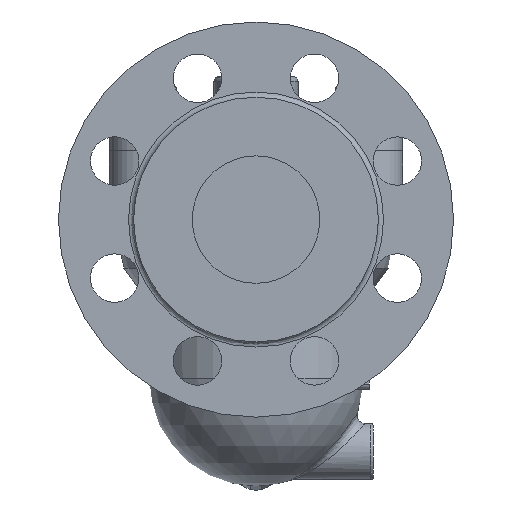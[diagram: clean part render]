
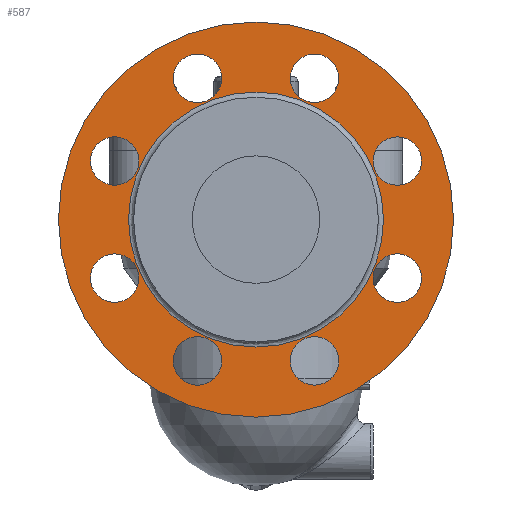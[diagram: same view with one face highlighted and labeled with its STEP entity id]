
A CAD part, left-side view. The second image highlights one B-rep face of the part: STEP entity #587.
In plain terms, the highlighted free-form (B-spline) face has degree [1, 1] with [2, 2] control points.
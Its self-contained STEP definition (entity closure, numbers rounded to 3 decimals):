
#288=CARTESIAN_POINT('',(-138.,0.0,50.5));
#289=VERTEX_POINT('',#288);
#290=CARTESIAN_POINT('',(-138.,0.0,-27.));
#291=DIRECTION('',(-1.0,0.0,0.0));
#292=DIRECTION('',(0.0,0.0,1.0));
#293=AXIS2_PLACEMENT_3D('',#290,#291,#292);
#294=CIRCLE('',#293,77.5);
#295=EDGE_CURVE('',#289,#289,#294,.T.);
#465=CARTESIAN_POINT('',(-138.0,0.0,23.));
#466=VERTEX_POINT('',#465);
#467=CARTESIAN_POINT('',(-138.,0.0,-27.));
#468=DIRECTION('',(-1.0,0.0,0.0));
#469=DIRECTION('',(0.0,0.0,-1.0));
#470=AXIS2_PLACEMENT_3D('',#467,#468,#469);
#471=CIRCLE('',#470,50.);
#472=EDGE_CURVE('',#466,#466,#471,.T.);
#488=CARTESIAN_POINT('',(-138.,77.5,50.5));
#489=CARTESIAN_POINT('',(-138.,77.5,-104.5));
#490=CARTESIAN_POINT('',(-138.,-77.5,50.5));
#491=CARTESIAN_POINT('',(-138.,-77.5,-104.5));
#492=B_SPLINE_SURFACE_WITH_KNOTS('',1,1,((#488,#490),(#489,#491)),.UNSPECIFIED.,.F.,.F.,.U.,(2,2),(2,2),(0.0,155.0),(0.0,155.0),.UNSPECIFIED.);
#493=ORIENTED_EDGE('',*,*,#295,.T.);
#494=EDGE_LOOP('',(#493));
#495=FACE_OUTER_BOUND('',#494,.T.);
#496=CARTESIAN_POINT('',(-138.0,22.961,18.933));
#497=VERTEX_POINT('',#496);
#498=CARTESIAN_POINT('',(-138.,22.961,28.433));
#499=DIRECTION('',(1.0,0.0,0.0));
#500=DIRECTION('',(0.0,0.0,-1.0));
#501=AXIS2_PLACEMENT_3D('',#498,#499,#500);
#502=CIRCLE('',#501,9.5);
#503=EDGE_CURVE('',#497,#497,#502,.T.);
#504=ORIENTED_EDGE('',*,*,#503,.T.);
#505=EDGE_LOOP('',(#504));
#506=FACE_BOUND('',#505,.T.);
#507=CARTESIAN_POINT('',(-138.0,48.715,-10.757));
#508=VERTEX_POINT('',#507);
#509=CARTESIAN_POINT('',(-138.,55.433,-4.039));
#510=DIRECTION('',(1.,0.,0.));
#511=DIRECTION('',(0.,-0.707,-0.707));
#512=AXIS2_PLACEMENT_3D('',#509,#510,#511);
#513=CIRCLE('',#512,9.5);
#514=EDGE_CURVE('',#508,#508,#513,.T.);
#515=ORIENTED_EDGE('',*,*,#514,.T.);
#516=EDGE_LOOP('',(#515));
#517=FACE_BOUND('',#516,.T.);
#518=CARTESIAN_POINT('',(-138.,45.933,-49.961));
#519=VERTEX_POINT('',#518);
#520=CARTESIAN_POINT('',(-138.,55.433,-49.961));
#521=DIRECTION('',(1.0,0.0,0.0));
#522=DIRECTION('',(0.0,-1.0,0.0));
#523=AXIS2_PLACEMENT_3D('',#520,#521,#522);
#524=CIRCLE('',#523,9.5);
#525=EDGE_CURVE('',#519,#519,#524,.T.);
#526=ORIENTED_EDGE('',*,*,#525,.T.);
#527=EDGE_LOOP('',(#526));
#528=FACE_BOUND('',#527,.T.);
#529=CARTESIAN_POINT('',(-138.,16.243,-75.715));
#530=VERTEX_POINT('',#529);
#531=CARTESIAN_POINT('',(-138.,22.961,-82.433));
#532=DIRECTION('',(1.,0.,0.));
#533=DIRECTION('',(0.,-0.707,0.707));
#534=AXIS2_PLACEMENT_3D('',#531,#532,#533);
#535=CIRCLE('',#534,9.5);
#536=EDGE_CURVE('',#530,#530,#535,.T.);
#537=ORIENTED_EDGE('',*,*,#536,.T.);
#538=EDGE_LOOP('',(#537));
#539=FACE_BOUND('',#538,.T.);
#540=CARTESIAN_POINT('',(-138.,-22.961,-72.933));
#541=VERTEX_POINT('',#540);
#542=CARTESIAN_POINT('',(-138.,-22.961,-82.433));
#543=DIRECTION('',(1.0,0.0,0.0));
#544=DIRECTION('',(0.0,0.0,1.0));
#545=AXIS2_PLACEMENT_3D('',#542,#543,#544);
#546=CIRCLE('',#545,9.5);
#547=EDGE_CURVE('',#541,#541,#546,.T.);
#548=ORIENTED_EDGE('',*,*,#547,.T.);
#549=EDGE_LOOP('',(#548));
#550=FACE_BOUND('',#549,.T.);
#551=CARTESIAN_POINT('',(-138.,-48.715,-43.243));
#552=VERTEX_POINT('',#551);
#553=CARTESIAN_POINT('',(-138.,-55.433,-49.961));
#554=DIRECTION('',(1.0,0.,0.));
#555=DIRECTION('',(0.,0.707,0.707));
#556=AXIS2_PLACEMENT_3D('',#553,#554,#555);
#557=CIRCLE('',#556,9.5);
#558=EDGE_CURVE('',#552,#552,#557,.T.);
#559=ORIENTED_EDGE('',*,*,#558,.T.);
#560=EDGE_LOOP('',(#559));
#561=FACE_BOUND('',#560,.T.);
#562=CARTESIAN_POINT('',(-138.0,-45.933,-4.039));
#563=VERTEX_POINT('',#562);
#564=CARTESIAN_POINT('',(-138.0,-55.433,-4.039));
#565=DIRECTION('',(1.0,0.0,0.0));
#566=DIRECTION('',(0.0,1.0,0.0));
#567=AXIS2_PLACEMENT_3D('',#564,#565,#566);
#568=CIRCLE('',#567,9.5);
#569=EDGE_CURVE('',#563,#563,#568,.T.);
#570=ORIENTED_EDGE('',*,*,#569,.T.);
#571=EDGE_LOOP('',(#570));
#572=FACE_BOUND('',#571,.T.);
#573=CARTESIAN_POINT('',(-138.0,-16.243,21.715));
#574=VERTEX_POINT('',#573);
#575=CARTESIAN_POINT('',(-138.0,-22.961,28.433));
#576=DIRECTION('',(1.0,0.,0.));
#577=DIRECTION('',(0.,0.707,-0.707));
#578=AXIS2_PLACEMENT_3D('',#575,#576,#577);
#579=CIRCLE('',#578,9.5);
#580=EDGE_CURVE('',#574,#574,#579,.T.);
#581=ORIENTED_EDGE('',*,*,#580,.T.);
#582=EDGE_LOOP('',(#581));
#583=FACE_BOUND('',#582,.T.);
#584=ORIENTED_EDGE('',*,*,#472,.F.);
#585=EDGE_LOOP('',(#584));
#586=FACE_BOUND('',#585,.T.);
#587=ADVANCED_FACE('',(#495,#506,#517,#528,#539,#550,#561,#572,#583,#586),#492,.T.);
